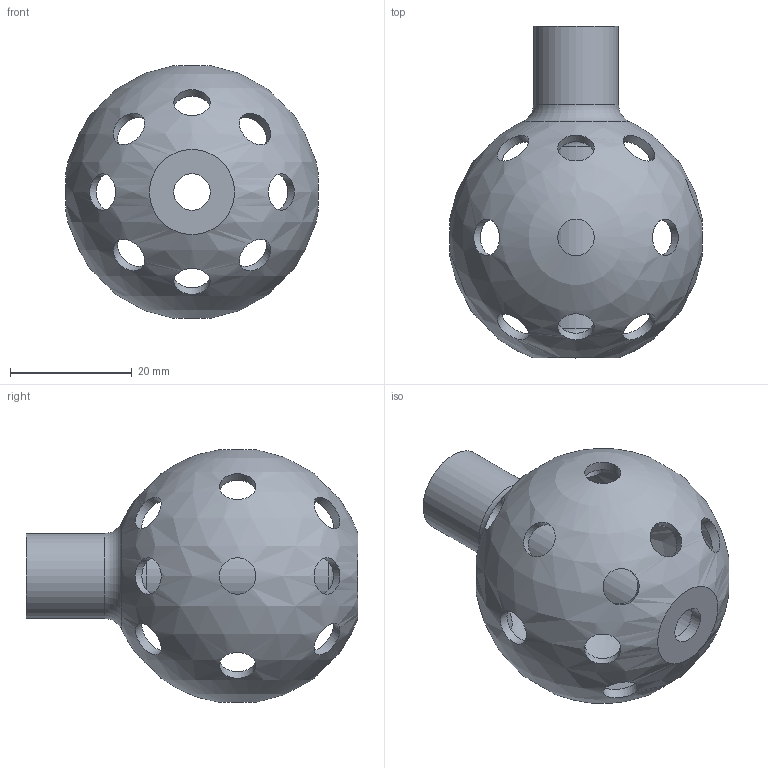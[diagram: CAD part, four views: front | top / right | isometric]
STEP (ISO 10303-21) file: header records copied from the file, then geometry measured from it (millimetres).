
FILE_DESCRIPTION(/* description */ (''),/* implementation_level */ '2;1');
FILE_NAME(/* name */ 'Wrist (Ball).stp',/* time_stamp */ '2016-05-10T13:45:58-07:00',/* author */ ('TechShop Member'),/* organization */ (''),/* preprocessor_version */ 'ST-DEVELOPER v16.1',/* originating_system */ 'Autodesk Inventor 2016',/* authorisation */ '');
FILE_SCHEMA (('AUTOMOTIVE_DESIGN { 1 0 10303 214 3 1 1 }'));
Length unit declared in the file: inch
Products named in the file (1): Wrist (Ball)
Bounding box: 41.57 x 54.6 x 41.57 mm (x, y, z)
Volume: 10724.5 mm3; surface area: 12981.6 mm2
Topology: 1 solids, 1 shells, 36 faces, 108 edges, 69 vertices
Faces by surface type: cylinder 28, torus 3, plane 3, sphere 2
Full cylindrical faces by diameter (mm): 6 x25, 10 x1, 14 x2
Entity records: 1090 total; most frequent: DIRECTION 194, CARTESIAN_POINT 157, EDGE_LOOP 120, ORIENTED_EDGE 120, AXIS2_PLACEMENT_3D 97, FACE_BOUND 84, CIRCLE 60, VERTEX_POINT 60
